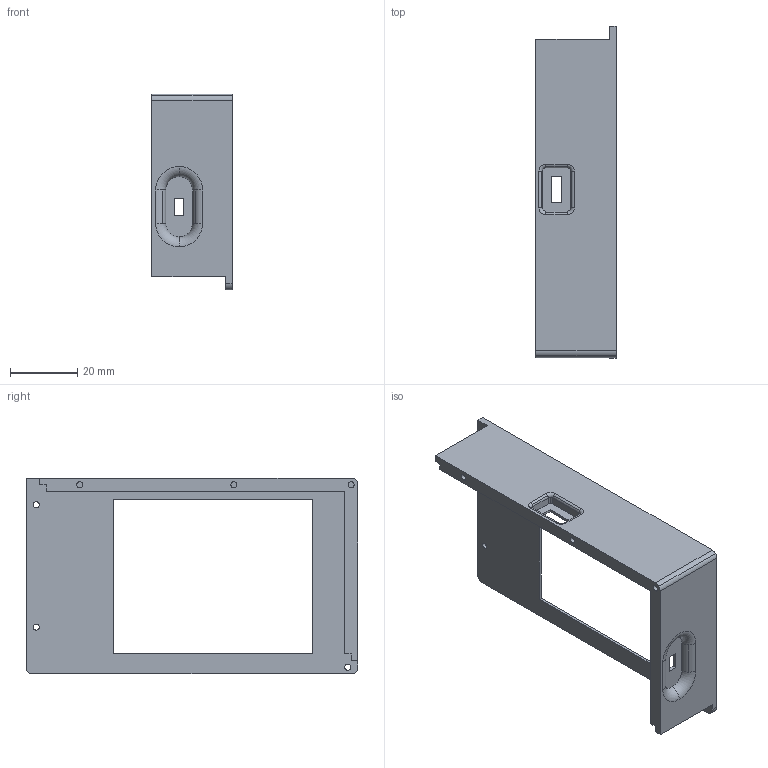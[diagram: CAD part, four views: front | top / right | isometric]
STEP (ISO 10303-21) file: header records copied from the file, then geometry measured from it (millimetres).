
FILE_DESCRIPTION(('STEP AP214'),'1');
FILE_NAME('nano_Part_113237_2.stp','2023-03-08T14:41:33',('Harijs Zablockis'),('Intelitech'),'Spatial InterOp 3D',' ',' ');
FILE_SCHEMA(('automotive_design'));
Length unit declared in the file: inch
Products named in the file (1): Part_113237
Bounding box: 24 x 99 x 58.5 mm (x, y, z)
Volume: 17285.2 mm3; surface area: 13801.1 mm2
Topology: 1 solids, 1 shells, 92 faces, 237 edges, 152 vertices
Faces by surface type: plane 40, cylinder 38, torus 8, cone 6
Entity records: 3598 total; most frequent: DIRECTION 519, CARTESIAN_POINT 482, ORIENTED_EDGE 474, EDGE_CURVE 237, AXIS2_PLACEMENT_3D 189, VERTEX_POINT 152, LINE 141, VECTOR 141
